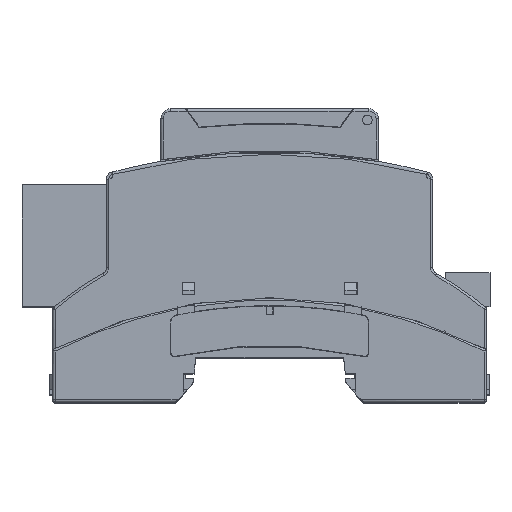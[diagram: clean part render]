
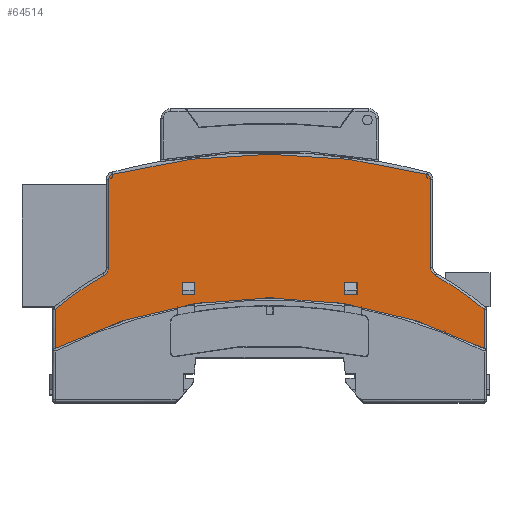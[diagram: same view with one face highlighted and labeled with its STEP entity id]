
A CAD part, top view. The second image highlights one B-rep face of the part: STEP entity #64514.
In plain terms, the highlighted face is planar.
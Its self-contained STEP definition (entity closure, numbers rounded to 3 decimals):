
#63506=CARTESIAN_POINT('',(38.7,-15.56,-107.9));
#63507=VERTEX_POINT('',#63506);
#63508=CARTESIAN_POINT('',(38.7,-7.469,-107.9));
#63509=VERTEX_POINT('',#63508);
#63510=CARTESIAN_POINT('',(38.7,-15.56,-107.9));
#63511=DIRECTION('',(0.,1.,-0.));
#63512=VECTOR('',#63511,8.091);
#63513=LINE('',#63510,#63512);
#63514=EDGE_CURVE('',#63507,#63509,#63513,.T.);
#63635=CARTESIAN_POINT('',(28.614,-22.517,-107.9));
#63636=VERTEX_POINT('',#63635);
#63644=CARTESIAN_POINT('',(-5.65,37.95,-107.9));
#63645=DIRECTION('',(-0.,0.,1.));
#63646=DIRECTION('',(0.493,-0.87,0.));
#63647=AXIS2_PLACEMENT_3D('',#63644,#63645,#63646);
#63648=CIRCLE('',#63647,69.5);
#63649=EDGE_CURVE('',#63636,#63507,#63648,.T.);
#63698=CARTESIAN_POINT('',(27.6,-24.257,-107.9));
#63699=VERTEX_POINT('',#63698);
#63707=CARTESIAN_POINT('',(29.6,-24.257,-107.9));
#63708=DIRECTION('',(0.,0.,1.));
#63709=DIRECTION('',(-0.493,0.87,0.));
#63710=AXIS2_PLACEMENT_3D('',#63707,#63708,#63709);
#63711=CIRCLE('',#63710,2.);
#63712=EDGE_CURVE('',#63636,#63699,#63711,.T.);
#63723=CARTESIAN_POINT('',(27.6,-42.477,-107.9));
#63724=VERTEX_POINT('',#63723);
#63725=CARTESIAN_POINT('',(27.6,-42.477,-107.9));
#63726=DIRECTION('',(0.,1.,-0.));
#63727=VECTOR('',#63726,18.22);
#63728=LINE('',#63725,#63727);
#63729=EDGE_CURVE('',#63724,#63699,#63728,.T.);
#63789=CARTESIAN_POINT('',(-38.152,-43.445,-107.9));
#63790=VERTEX_POINT('',#63789);
#63791=CARTESIAN_POINT('',(26.852,-43.445,-107.9));
#63792=VERTEX_POINT('',#63791);
#63793=CARTESIAN_POINT('',(-5.65,81.6,-107.9));
#63794=DIRECTION('',(-0.,0.,1.));
#63795=DIRECTION('',(-0.252,-0.968,0.));
#63796=AXIS2_PLACEMENT_3D('',#63793,#63794,#63795);
#63797=CIRCLE('',#63796,129.2);
#63798=EDGE_CURVE('',#63790,#63792,#63797,.T.);
#63918=CARTESIAN_POINT('',(26.6,-42.477,-107.9));
#63919=DIRECTION('',(0.,-0.,-1.));
#63920=DIRECTION('',(1.,0.,0.));
#63921=AXIS2_PLACEMENT_3D('',#63918,#63919,#63920);
#63922=CIRCLE('',#63921,1.);
#63923=EDGE_CURVE('',#63724,#63792,#63922,.T.);
#64010=CARTESIAN_POINT('',(9.85,-21.1,-107.9));
#64011=VERTEX_POINT('',#64010);
#64012=CARTESIAN_POINT('',(9.85,-18.5,-107.9));
#64013=VERTEX_POINT('',#64012);
#64014=CARTESIAN_POINT('',(9.85,-21.1,-107.9));
#64015=DIRECTION('',(-0.,1.,-0.));
#64016=VECTOR('',#64015,2.6);
#64017=LINE('',#64014,#64016);
#64018=EDGE_CURVE('',#64011,#64013,#64017,.T.);
#64073=CARTESIAN_POINT('',(12.45,-21.1,-107.9));
#64074=VERTEX_POINT('',#64073);
#64075=CARTESIAN_POINT('',(12.45,-21.1,-107.9));
#64076=DIRECTION('',(-1.,-0.,0.));
#64077=VECTOR('',#64076,2.6);
#64078=LINE('',#64075,#64077);
#64079=EDGE_CURVE('',#64074,#64011,#64078,.T.);
#64122=CARTESIAN_POINT('',(-50.,-7.469,-107.9));
#64123=VERTEX_POINT('',#64122);
#64124=CARTESIAN_POINT('',(-5.65,81.6,-107.9));
#64125=DIRECTION('',(-0.,-0.,-1.));
#64126=DIRECTION('',(0.446,-0.895,0.));
#64127=AXIS2_PLACEMENT_3D('',#64124,#64125,#64126);
#64128=CIRCLE('',#64127,99.5);
#64129=EDGE_CURVE('',#63509,#64123,#64128,.T.);
#64231=CARTESIAN_POINT('',(-21.15,-21.1,-107.9));
#64232=VERTEX_POINT('',#64231);
#64239=CARTESIAN_POINT('',(-23.75,-21.1,-107.9));
#64240=VERTEX_POINT('',#64239);
#64241=CARTESIAN_POINT('',(-21.15,-21.1,-107.9));
#64242=DIRECTION('',(-1.,-0.,0.));
#64243=VECTOR('',#64242,2.6);
#64244=LINE('',#64241,#64243);
#64245=EDGE_CURVE('',#64232,#64240,#64244,.T.);
#64261=CARTESIAN_POINT('',(12.45,-18.5,-107.9));
#64262=VERTEX_POINT('',#64261);
#64263=CARTESIAN_POINT('',(12.45,-18.5,-107.9));
#64264=DIRECTION('',(-1.,0.,0.));
#64265=VECTOR('',#64264,2.6);
#64266=LINE('',#64263,#64265);
#64267=EDGE_CURVE('',#64262,#64013,#64266,.T.);
#64285=CARTESIAN_POINT('',(-23.75,-18.5,-107.9));
#64286=VERTEX_POINT('',#64285);
#64287=CARTESIAN_POINT('',(-23.75,-21.1,-107.9));
#64288=DIRECTION('',(-0.,1.,-0.));
#64289=VECTOR('',#64288,2.6);
#64290=LINE('',#64287,#64289);
#64291=EDGE_CURVE('',#64240,#64286,#64290,.T.);
#64309=CARTESIAN_POINT('',(12.45,-18.5,-107.9));
#64310=DIRECTION('',(0.,-1.,0.));
#64311=VECTOR('',#64310,2.6);
#64312=LINE('',#64309,#64311);
#64313=EDGE_CURVE('',#64262,#64074,#64312,.T.);
#64394=CARTESIAN_POINT('',(-21.15,-18.5,-107.9));
#64395=VERTEX_POINT('',#64394);
#64396=CARTESIAN_POINT('',(-23.75,-18.5,-107.9));
#64397=DIRECTION('',(1.,0.,-0.));
#64398=VECTOR('',#64397,2.6);
#64399=LINE('',#64396,#64398);
#64400=EDGE_CURVE('',#64286,#64395,#64399,.T.);
#64442=CARTESIAN_POINT('',(12.696,-40.289,-107.9));
#64443=DIRECTION('',(0.,0.,1.));
#64444=DIRECTION('',(1.,0.,0.));
#64445=AXIS2_PLACEMENT_3D('',#64442,#64443,#64444);
#64446=PLANE('',#64445);
#64447=ORIENTED_EDGE('',*,*,#63798,.F.);
#64448=CARTESIAN_POINT('',(-38.9,-42.477,-107.9));
#64449=VERTEX_POINT('',#64448);
#64450=CARTESIAN_POINT('',(-37.9,-42.477,-107.9));
#64451=DIRECTION('',(-0.,0.,-1.));
#64452=DIRECTION('',(-0.252,-0.968,0.));
#64453=AXIS2_PLACEMENT_3D('',#64450,#64451,#64452);
#64454=CIRCLE('',#64453,1.);
#64455=EDGE_CURVE('',#63790,#64449,#64454,.T.);
#64456=ORIENTED_EDGE('',*,*,#64455,.T.);
#64457=CARTESIAN_POINT('',(-38.9,-24.257,-107.9));
#64458=VERTEX_POINT('',#64457);
#64459=CARTESIAN_POINT('',(-38.9,-42.477,-107.9));
#64460=DIRECTION('',(0.,1.,-0.));
#64461=VECTOR('',#64460,18.22);
#64462=LINE('',#64459,#64461);
#64463=EDGE_CURVE('',#64449,#64458,#64462,.T.);
#64464=ORIENTED_EDGE('',*,*,#64463,.T.);
#64465=CARTESIAN_POINT('',(-39.914,-22.517,-107.9));
#64466=VERTEX_POINT('',#64465);
#64467=CARTESIAN_POINT('',(-40.9,-24.257,-107.9));
#64468=DIRECTION('',(-0.,0.,-1.));
#64469=DIRECTION('',(0.493,0.87,0.));
#64470=AXIS2_PLACEMENT_3D('',#64467,#64468,#64469);
#64471=CIRCLE('',#64470,2.);
#64472=EDGE_CURVE('',#64466,#64458,#64471,.T.);
#64473=ORIENTED_EDGE('',*,*,#64472,.F.);
#64474=CARTESIAN_POINT('',(-50.,-15.56,-107.9));
#64475=VERTEX_POINT('',#64474);
#64476=CARTESIAN_POINT('',(-5.65,37.95,-107.9));
#64477=DIRECTION('',(-0.,-0.,-1.));
#64478=DIRECTION('',(-0.493,-0.87,0.));
#64479=AXIS2_PLACEMENT_3D('',#64476,#64477,#64478);
#64480=CIRCLE('',#64479,69.5);
#64481=EDGE_CURVE('',#64466,#64475,#64480,.T.);
#64482=ORIENTED_EDGE('',*,*,#64481,.T.);
#64483=CARTESIAN_POINT('',(-50.,-15.56,-107.9));
#64484=DIRECTION('',(0.,1.,-0.));
#64485=VECTOR('',#64484,8.091);
#64486=LINE('',#64483,#64485);
#64487=EDGE_CURVE('',#64475,#64123,#64486,.T.);
#64488=ORIENTED_EDGE('',*,*,#64487,.T.);
#64489=ORIENTED_EDGE('',*,*,#64129,.F.);
#64490=ORIENTED_EDGE('',*,*,#63514,.F.);
#64491=ORIENTED_EDGE('',*,*,#63649,.F.);
#64492=ORIENTED_EDGE('',*,*,#63712,.T.);
#64493=ORIENTED_EDGE('',*,*,#63729,.F.);
#64494=ORIENTED_EDGE('',*,*,#63923,.T.);
#64495=EDGE_LOOP('',(#64447,#64456,#64464,#64473,#64482,#64488,#64489,#64490,#64491,#64492,#64493,#64494));
#64496=FACE_BOUND('',#64495,.T.);
#64497=ORIENTED_EDGE('',*,*,#64018,.F.);
#64498=ORIENTED_EDGE('',*,*,#64079,.F.);
#64499=ORIENTED_EDGE('',*,*,#64313,.F.);
#64500=ORIENTED_EDGE('',*,*,#64267,.T.);
#64501=EDGE_LOOP('',(#64497,#64498,#64499,#64500));
#64502=FACE_BOUND('',#64501,.T.);
#64503=ORIENTED_EDGE('',*,*,#64400,.F.);
#64504=ORIENTED_EDGE('',*,*,#64291,.F.);
#64505=ORIENTED_EDGE('',*,*,#64245,.F.);
#64506=CARTESIAN_POINT('',(-21.15,-18.5,-107.9));
#64507=DIRECTION('',(0.,-1.,0.));
#64508=VECTOR('',#64507,2.6);
#64509=LINE('',#64506,#64508);
#64510=EDGE_CURVE('',#64395,#64232,#64509,.T.);
#64511=ORIENTED_EDGE('',*,*,#64510,.F.);
#64512=EDGE_LOOP('',(#64503,#64504,#64505,#64511));
#64513=FACE_BOUND('',#64512,.T.);
#64514=ADVANCED_FACE('',(#64496,#64502,#64513),#64446,.F.);
